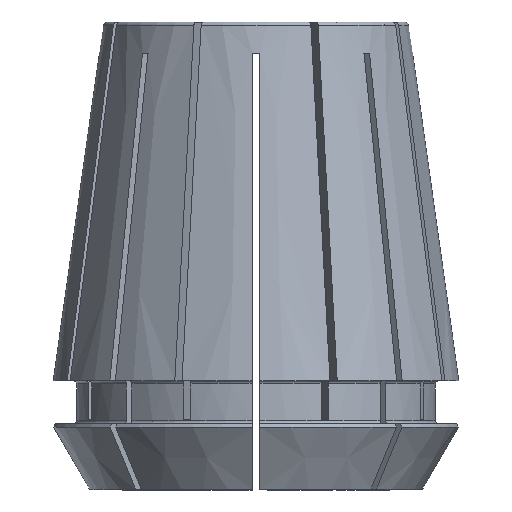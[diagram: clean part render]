
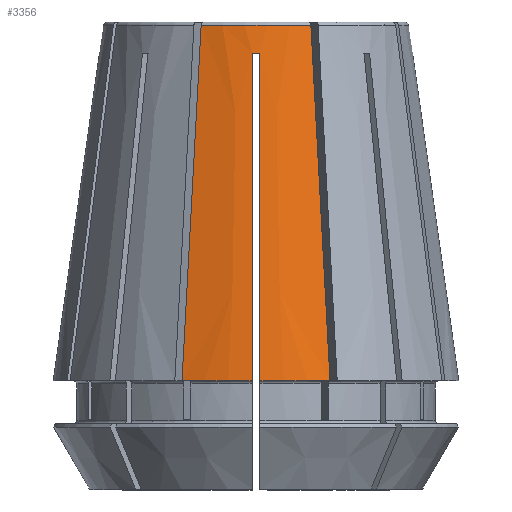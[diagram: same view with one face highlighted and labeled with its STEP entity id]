
A CAD part, left-side view. The second image highlights one B-rep face of the part: STEP entity #3356.
In plain terms, the highlighted conical face has half-angle 8 degrees and reference radius 26 mm.
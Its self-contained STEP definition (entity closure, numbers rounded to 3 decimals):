
#49=CONICAL_SURFACE('',#3716,26.,0.14);
#556=B_SPLINE_CURVE_WITH_KNOTS('',3,(#4949,#4950,#4951,#4952,#4953,#4954,
#4955,#4956,#4957,#4958),.UNSPECIFIED.,.F.,.F.,(4,3,3,4),(0.031,
0.037,0.073,0.074),.UNSPECIFIED.);
#589=B_SPLINE_CURVE_WITH_KNOTS('',3,(#5266,#5267,#5268,#5269,#5270,#5271,
#5272),.UNSPECIFIED.,.F.,.F.,(4,3,4),(0.,0.034,
0.046),.UNSPECIFIED.);
#598=B_SPLINE_CURVE_WITH_KNOTS('',3,(#5359,#5360,#5361,#5362,#5363,#5364,
#5365),.UNSPECIFIED.,.F.,.F.,(4,3,4),(0.,0.034,
0.046),.UNSPECIFIED.);
#672=B_SPLINE_CURVE_WITH_KNOTS('',3,(#6165,#6166,#6167,#6168,#6169,#6170,
#6171,#6172,#6173,#6174),.UNSPECIFIED.,.F.,.F.,(4,3,3,4),(0.031,
0.037,0.073,0.074),.UNSPECIFIED.);
#1493=ORIENTED_EDGE('',*,*,#2125,.T.);
#1494=ORIENTED_EDGE('',*,*,#2243,.F.);
#1495=ORIENTED_EDGE('',*,*,#1843,.F.);
#1496=ORIENTED_EDGE('',*,*,#1830,.T.);
#1497=ORIENTED_EDGE('',*,*,#2089,.T.);
#1498=ORIENTED_EDGE('',*,*,#1956,.F.);
#1499=ORIENTED_EDGE('',*,*,#2244,.F.);
#1500=ORIENTED_EDGE('',*,*,#1927,.T.);
#1830=EDGE_CURVE('',#2350,#2351,#556,.T.);
#1843=EDGE_CURVE('',#2350,#2363,#2653,.T.);
#1927=EDGE_CURVE('',#2436,#2435,#589,.T.);
#1956=EDGE_CURVE('',#2459,#2460,#598,.T.);
#2089=EDGE_CURVE('',#2351,#2460,#2731,.T.);
#2125=EDGE_CURVE('',#2435,#2563,#2750,.T.);
#2243=EDGE_CURVE('',#2363,#2563,#672,.T.);
#2244=EDGE_CURVE('',#2436,#2459,#2791,.T.);
#2350=VERTEX_POINT('',#4959);
#2351=VERTEX_POINT('',#4960);
#2363=VERTEX_POINT('',#5001);
#2435=VERTEX_POINT('',#5265);
#2436=VERTEX_POINT('',#5273);
#2459=VERTEX_POINT('',#5358);
#2460=VERTEX_POINT('',#5366);
#2563=VERTEX_POINT('',#5813);
#2653=CIRCLE('',#3453,20.097);
#2731=CIRCLE('',#3590,26.);
#2750=CIRCLE('',#3629,26.);
#2791=CIRCLE('',#3717,19.596);
#2945=EDGE_LOOP('',(#1493,#1494,#1495,#1496,#1497,#1498,#1499,#1500));
#3123=FACE_BOUND('',#2945,.T.);
#3356=ADVANCED_FACE('',(#3123),#49,.T.);
#3453=AXIS2_PLACEMENT_3D('',#5000,#3895,#3896);
#3590=AXIS2_PLACEMENT_3D('',#5728,#4267,#4268);
#3629=AXIS2_PLACEMENT_3D('',#5814,#4358,#4359);
#3716=AXIS2_PLACEMENT_3D('',#6164,#4573,#4574);
#3717=AXIS2_PLACEMENT_3D('',#6175,#4575,#4576);
#3895=DIRECTION('',(0.,0.,-1.));
#3896=DIRECTION('',(-1.,0.,0.));
#4267=DIRECTION('',(0.,0.,1.));
#4268=DIRECTION('',(1.,0.,0.));
#4358=DIRECTION('',(0.,0.,1.));
#4359=DIRECTION('',(1.,0.,0.));
#4573=DIRECTION('',(0.,0.,-1.));
#4574=DIRECTION('',(-1.,0.,0.));
#4575=DIRECTION('',(0.,0.,1.));
#4576=DIRECTION('',(1.,0.,0.));
#4949=CARTESIAN_POINT('',(-20.091,-0.5,56.2));
#4950=CARTESIAN_POINT('',(-20.346,-0.5,54.39));
#4951=CARTESIAN_POINT('',(-20.6,-0.5,52.579));
#4952=CARTESIAN_POINT('',(-20.855,-0.5,50.769));
#4953=CARTESIAN_POINT('',(-22.554,-0.5,38.679));
#4954=CARTESIAN_POINT('',(-24.254,-0.5,26.59));
#4955=CARTESIAN_POINT('',(-25.953,-0.5,14.501));
#4956=CARTESIAN_POINT('',(-25.967,-0.5,14.401));
#4957=CARTESIAN_POINT('',(-25.981,-0.5,14.3));
#4958=CARTESIAN_POINT('',(-25.995,-0.5,14.2));
#4959=CARTESIAN_POINT('',(-20.091,-0.5,56.2));
#4960=CARTESIAN_POINT('',(-25.995,-0.5,14.2));
#5000=CARTESIAN_POINT('',(0.,0.,56.2));
#5001=CARTESIAN_POINT('',(-20.091,0.5,56.2));
#5265=CARTESIAN_POINT('',(-24.208,9.486,14.2));
#5266=CARTESIAN_POINT('',(-18.289,7.035,59.77));
#5267=CARTESIAN_POINT('',(-19.764,7.645,48.414));
#5268=CARTESIAN_POINT('',(-21.239,8.256,37.058));
#5269=CARTESIAN_POINT('',(-22.714,8.867,25.702));
#5270=CARTESIAN_POINT('',(-23.212,9.074,21.868));
#5271=CARTESIAN_POINT('',(-23.71,9.28,18.034));
#5272=CARTESIAN_POINT('',(-24.208,9.486,14.2));
#5273=CARTESIAN_POINT('',(-18.289,7.035,59.77));
#5358=CARTESIAN_POINT('',(-18.289,-7.035,59.77));
#5359=CARTESIAN_POINT('',(-18.289,-7.035,59.77));
#5360=CARTESIAN_POINT('',(-19.764,-7.645,48.414));
#5361=CARTESIAN_POINT('',(-21.239,-8.256,37.058));
#5362=CARTESIAN_POINT('',(-22.714,-8.867,25.702));
#5363=CARTESIAN_POINT('',(-23.212,-9.074,21.868));
#5364=CARTESIAN_POINT('',(-23.71,-9.28,18.034));
#5365=CARTESIAN_POINT('',(-24.208,-9.486,14.2));
#5366=CARTESIAN_POINT('',(-24.208,-9.486,14.2));
#5728=CARTESIAN_POINT('',(0.,0.,14.2));
#5813=CARTESIAN_POINT('',(-25.995,0.5,14.2));
#5814=CARTESIAN_POINT('',(0.,0.,14.2));
#6164=CARTESIAN_POINT('',(0.,0.,14.2));
#6165=CARTESIAN_POINT('',(-20.091,0.5,56.2));
#6166=CARTESIAN_POINT('',(-20.346,0.5,54.39));
#6167=CARTESIAN_POINT('',(-20.6,0.5,52.579));
#6168=CARTESIAN_POINT('',(-20.855,0.5,50.769));
#6169=CARTESIAN_POINT('',(-22.554,0.5,38.679));
#6170=CARTESIAN_POINT('',(-24.254,0.5,26.59));
#6171=CARTESIAN_POINT('',(-25.953,0.5,14.501));
#6172=CARTESIAN_POINT('',(-25.967,0.5,14.401));
#6173=CARTESIAN_POINT('',(-25.981,0.5,14.3));
#6174=CARTESIAN_POINT('',(-25.995,0.5,14.2));
#6175=CARTESIAN_POINT('',(0.,0.,59.77));
